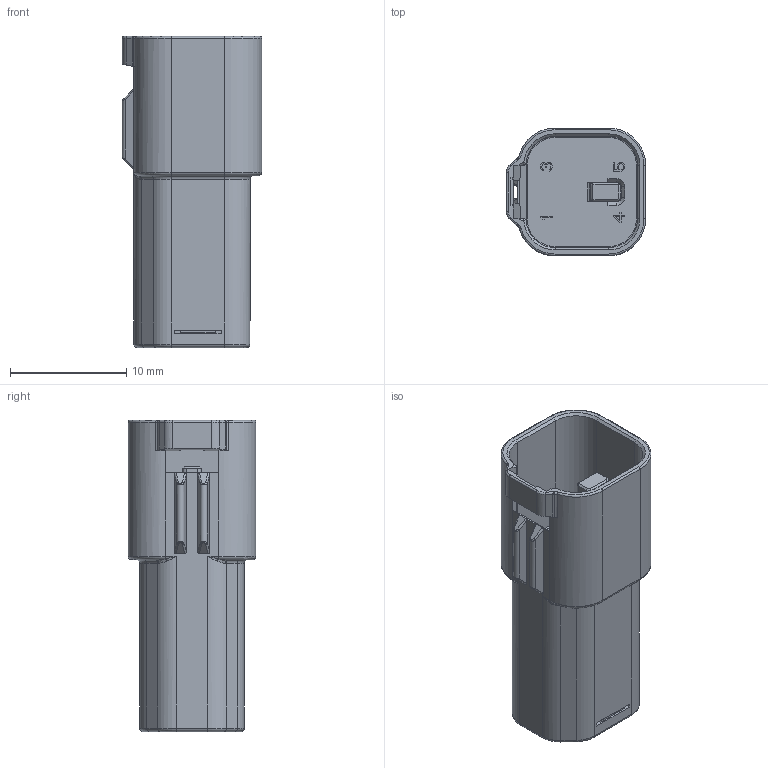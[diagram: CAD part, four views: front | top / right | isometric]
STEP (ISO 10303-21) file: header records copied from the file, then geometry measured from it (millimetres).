
FILE_DESCRIPTION((''),'2;1');
FILE_NAME('C_KH1200046','2019-07-31T',('parkkh'),(''),'CREO PARAMETRIC BY PTC INC, 2017300','CREO PARAMETRIC BY PTC INC, 2017300','');
FILE_SCHEMA(('CONFIG_CONTROL_DESIGN'));
Length unit declared in the file: millimetre
Products named in the file (1): C_KH1200046
Bounding box: 12 x 11 x 26.8 mm (x, y, z)
Volume: 1563.4 mm3; surface area: 1744.2 mm2
Topology: 1 solids, 6 shells, 800 faces, 2039 edges, 1276 vertices
Faces by surface type: plane 514, cylinder 158, cone 57, torus 42, bspline 19, sphere 10
Entity records: 25044 total; most frequent: CARTESIAN_POINT 5732, ORIENTED_EDGE 4066, DIRECTION 3880, EDGE_CURVE 2033, VECTOR 1532, LINE 1532, VERTEX_POINT 1276, AXIS2_PLACEMENT_3D 1174
